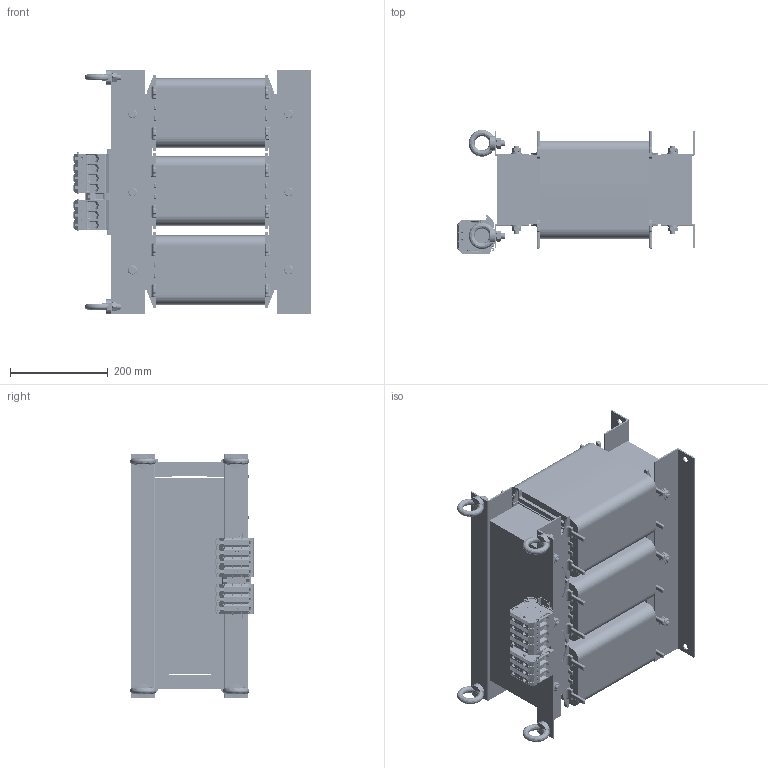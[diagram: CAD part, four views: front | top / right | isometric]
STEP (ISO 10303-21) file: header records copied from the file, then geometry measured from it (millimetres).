
FILE_DESCRIPTION(/* description */ (''),/* implementation_level */ '2;1');
FILE_NAME(/* name */ 'YL003405460.stp',/* time_stamp */ '2023-10-20T08:53:38+02:00',/* author */ ('velazquez'),/* organization */ (''),/* preprocessor_version */ 'ST-DEVELOPER v19.2',/* originating_system */ 'Autodesk Inventor 2023',/* authorisation */ '');
FILE_SCHEMA (('AUTOMOTIVE_DESIGN { 1 0 10303 214 3 1 1 }'));
Products named in the file (14): YL003405460; 3UI240 400 x 400 - 140; UI 240_140_BOBINADO; RC80 NT080; centrador M10; DIN 125 - A 10,5; Varilla m10 x 180; DIN 934 - M10; DIN 580 - M12; DIN 934 - M12; carril 7 agujeros; FICHA 50 AZUL; FICHA 50; FICHA 35 AM_VE
Assembly tree (67 placements, depth 2):
  YL003405460
    3UI240 400 x 400 - 140
    UI 240_140_BOBINADO  x3
    RC80 NT080  x4
    centrador M10  x12
    DIN 125 - A 10,5  x12
    Varilla m10 x 180  x6
    DIN 934 - M10  x12
    DIN 580 - M12  x4
    DIN 934 - M12  x4
    carril 7 agujeros
    FICHA 50 AZUL
    FICHA 50  x6
    FICHA 35 AM_VE
Bounding box: 486.7 x 253.75 x 500 mm (x, y, z)
Volume: 29425079.5 mm3; surface area: 3094038.2 mm2
Topology: 88 solids, 128 shells, 13103 faces, 35335 edges, 22509 vertices
Faces by surface type: plane 7552, cylinder 4281, bspline 400, torus 396, sphere 258, cone 216
Full cylindrical faces by diameter (mm): 2 x4, 2.5 x112, 2.75 x14, 2.95 x14, 3.4 x28, 3.448 x7, 4.6 x14, 6.5 x30, 8.376 x12, 8.5 x14, 10 x18, 10.106 x4, 10.5 x12, 10.8 x4, 11.5 x12, 12 x4, 13 x20, 15 x6, 20 x12, 23 x12
Entity records: 151233 total; most frequent: CARTESIAN_POINT 36331, ORIENTED_EDGE 23464, DIRECTION 23189, EDGE_CURVE 11732, LINE 7943, VECTOR 7943, AXIS2_PLACEMENT_3D 7623, VERTEX_POINT 7528
